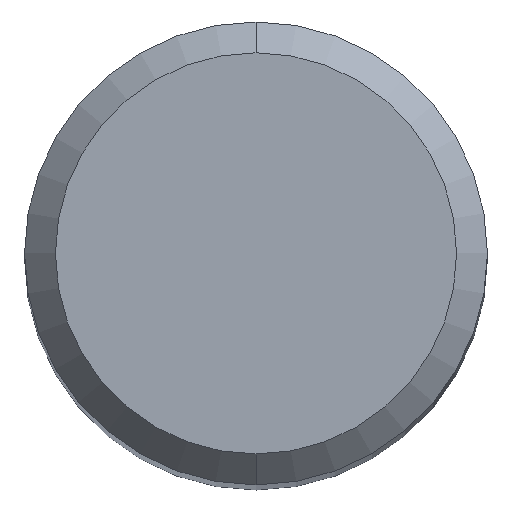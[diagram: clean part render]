
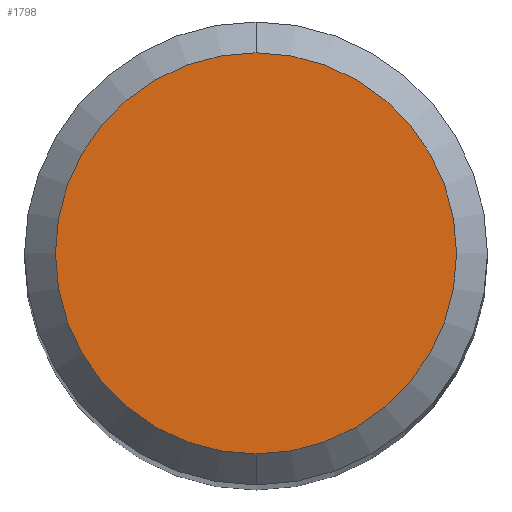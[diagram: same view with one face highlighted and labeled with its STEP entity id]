
A CAD part, top view. The second image highlights one B-rep face of the part: STEP entity #1798.
In plain terms, the highlighted planar face has unit normal (0, 0, 1).
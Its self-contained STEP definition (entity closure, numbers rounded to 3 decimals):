
#1170=VERTEX_POINT('',#2671);
#1798=ADVANCED_FACE('',(#3353),#3354,.T.);
#1826=EDGE_CURVE('',#1170,#2158,#3383,.T.);
#1914=EDGE_CURVE('',#2158,#1170,#3479,.T.);
#2158=VERTEX_POINT('',#3743);
#2671=CARTESIAN_POINT('',(0.,-2.6,0.0));
#3353=FACE_OUTER_BOUND('',#14624,.T.);
#3354=PLANE('',#14625);
#3383=CIRCLE('',#14683,2.6);
#3479=CIRCLE('',#15267,2.6);
#3743=CARTESIAN_POINT('',(0.0,2.6,0.0));
#14624=EDGE_LOOP('',(#18844,#18845));
#14625=AXIS2_PLACEMENT_3D('',#18846,#18847,#18848);
#14683=AXIS2_PLACEMENT_3D('',#18865,#18866,#18867);
#15267=AXIS2_PLACEMENT_3D('',#18967,#18968,#18969);
#18844=ORIENTED_EDGE('',*,*,#1914,.F.);
#18845=ORIENTED_EDGE('',*,*,#1826,.F.);
#18846=CARTESIAN_POINT('',(0.0,1.3,0.0));
#18847=DIRECTION('',(-0.0,0.0,1.0));
#18848=DIRECTION('',(0.0,-1.0,0.0));
#18865=CARTESIAN_POINT('',(0.0,0.0,0.0));
#18866=DIRECTION('',(0.0,0.0,-1.0));
#18867=DIRECTION('',(0.0,1.0,0.0));
#18967=CARTESIAN_POINT('',(0.0,0.0,0.0));
#18968=DIRECTION('',(0.0,0.0,-1.0));
#18969=DIRECTION('',(0.0,1.0,0.0));
